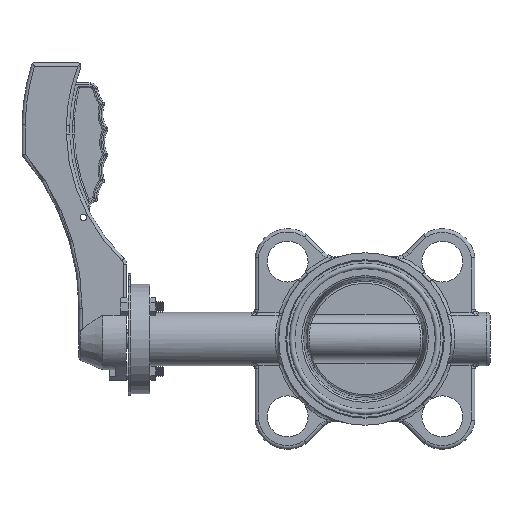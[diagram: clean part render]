
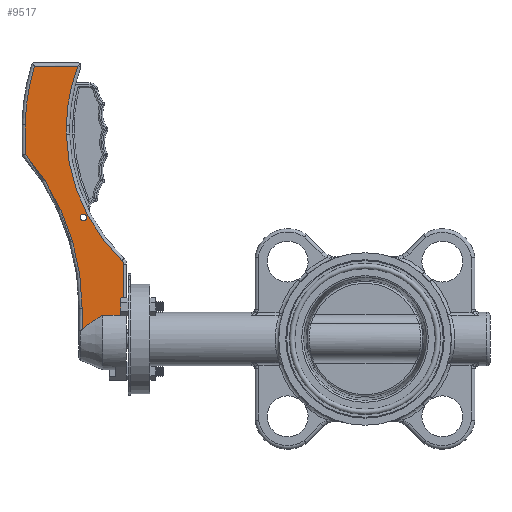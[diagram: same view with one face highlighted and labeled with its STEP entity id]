
A CAD part, left-side view. The second image highlights one B-rep face of the part: STEP entity #9517.
In plain terms, the highlighted planar face has unit normal (-1, 0, 0).
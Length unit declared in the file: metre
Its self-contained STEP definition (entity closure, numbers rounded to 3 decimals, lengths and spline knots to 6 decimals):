
#74=(
BOUNDED_CURVE()
B_SPLINE_CURVE(2,(#22932,#22933,#22934),.UNSPECIFIED.,.F.,.F.)
B_SPLINE_CURVE_WITH_KNOTS((3,3),(5.207976,6.744591),
 .UNSPECIFIED.)
CURVE()
GEOMETRIC_REPRESENTATION_ITEM()
RATIONAL_B_SPLINE_CURVE((1.444,1.361,1.19))
REPRESENTATION_ITEM('')
);
#551=FACE_BOUND('',#1740,.T.);
#661=PLANE('',#10503);
#1163=FACE_OUTER_BOUND('',#1739,.T.);
#1739=EDGE_LOOP('',(#7712,#7713,#7714,#7715,#7716,#7717,#7718,#7719,#7720,
#7721,#7722,#7723));
#1740=EDGE_LOOP('',(#7724,#7725));
#2213=LINE('',#22825,#2644);
#2226=LINE('',#22951,#2657);
#2227=LINE('',#22955,#2658);
#2228=LINE('',#22958,#2659);
#2229=LINE('',#22960,#2660);
#2230=LINE('',#22965,#2661);
#2644=VECTOR('',#12727,0.013);
#2657=VECTOR('',#12766,0.027408);
#2658=VECTOR('',#12769,0.018302);
#2659=VECTOR('',#12772,0.013497);
#2660=VECTOR('',#12773,0.032384);
#2661=VECTOR('',#12778,0.005518);
#3234=CIRCLE('',#10504,0.115);
#3235=CIRCLE('',#10505,0.141);
#3236=CIRCLE('',#10506,0.15);
#3237=CIRCLE('',#10507,0.003);
#3238=CIRCLE('',#10508,0.115);
#3239=CIRCLE('',#10509,0.0021);
#3240=CIRCLE('',#10510,0.0021);
#4054=VERTEX_POINT('',#22813);
#4055=VERTEX_POINT('',#22824);
#4070=VERTEX_POINT('',#22902);
#4078=VERTEX_POINT('',#22947);
#4079=VERTEX_POINT('',#22948);
#4080=VERTEX_POINT('',#22950);
#4081=VERTEX_POINT('',#22952);
#4082=VERTEX_POINT('',#22954);
#4083=VERTEX_POINT('',#22956);
#4084=VERTEX_POINT('',#22959);
#4085=VERTEX_POINT('',#22961);
#4086=VERTEX_POINT('',#22963);
#4087=VERTEX_POINT('',#22966);
#4088=VERTEX_POINT('',#22967);
#5297=EDGE_CURVE('',#4055,#4054,#2213,.F.);
#5318=EDGE_CURVE('',#4070,#4055,#74,.T.);
#5324=EDGE_CURVE('',#4078,#4079,#3234,.F.);
#5325=EDGE_CURVE('',#4079,#4080,#2226,.T.);
#5326=EDGE_CURVE('',#4080,#4081,#3235,.T.);
#5327=EDGE_CURVE('',#4081,#4082,#2227,.T.);
#5328=EDGE_CURVE('',#4082,#4083,#3236,.F.);
#5329=EDGE_CURVE('',#4083,#4070,#2228,.T.);
#5330=EDGE_CURVE('',#4054,#4084,#2229,.T.);
#5331=EDGE_CURVE('',#4084,#4085,#3237,.T.);
#5332=EDGE_CURVE('',#4085,#4086,#3238,.F.);
#5333=EDGE_CURVE('',#4086,#4078,#2230,.T.);
#5334=EDGE_CURVE('',#4087,#4088,#3239,.T.);
#5335=EDGE_CURVE('',#4088,#4087,#3240,.T.);
#7712=ORIENTED_EDGE('',*,*,#5324,.T.);
#7713=ORIENTED_EDGE('',*,*,#5325,.T.);
#7714=ORIENTED_EDGE('',*,*,#5326,.T.);
#7715=ORIENTED_EDGE('',*,*,#5327,.T.);
#7716=ORIENTED_EDGE('',*,*,#5328,.T.);
#7717=ORIENTED_EDGE('',*,*,#5329,.T.);
#7718=ORIENTED_EDGE('',*,*,#5318,.T.);
#7719=ORIENTED_EDGE('',*,*,#5297,.T.);
#7720=ORIENTED_EDGE('',*,*,#5330,.T.);
#7721=ORIENTED_EDGE('',*,*,#5331,.T.);
#7722=ORIENTED_EDGE('',*,*,#5332,.T.);
#7723=ORIENTED_EDGE('',*,*,#5333,.T.);
#7724=ORIENTED_EDGE('',*,*,#5334,.F.);
#7725=ORIENTED_EDGE('',*,*,#5335,.F.);
#9517=ADVANCED_FACE('',(#1163,#551),#661,.T.);
#10503=AXIS2_PLACEMENT_3D('',#22946,#12762,#12763);
#10504=AXIS2_PLACEMENT_3D('',#22949,#12764,#12765);
#10505=AXIS2_PLACEMENT_3D('',#22953,#12767,#12768);
#10506=AXIS2_PLACEMENT_3D('',#22957,#12770,#12771);
#10507=AXIS2_PLACEMENT_3D('',#22962,#12774,#12775);
#10508=AXIS2_PLACEMENT_3D('',#22964,#12776,#12777);
#10509=AXIS2_PLACEMENT_3D('',#22968,#12779,#12780);
#10510=AXIS2_PLACEMENT_3D('',#22969,#12781,#12782);
#12727=DIRECTION('',(0.,1.,0.));
#12762=DIRECTION('center_axis',(-1.,0.,0.));
#12763=DIRECTION('ref_axis',(0.,0.,1.));
#12764=DIRECTION('center_axis',(-1.,0.,0.));
#12765=DIRECTION('ref_axis',(0.,1.,0.));
#12766=DIRECTION('',(0.,1.,0.));
#12767=DIRECTION('center_axis',(-1.,0.,0.));
#12768=DIRECTION('ref_axis',(0.,1.,0.));
#12769=DIRECTION('',(0.,0.,-1.));
#12770=DIRECTION('center_axis',(-1.,0.,0.));
#12771=DIRECTION('ref_axis',(0.,1.,0.));
#12772=DIRECTION('',(0.,0.,-1.));
#12773=DIRECTION('',(0.,0.,1.));
#12774=DIRECTION('center_axis',(-1.,0.,0.));
#12775=DIRECTION('ref_axis',(0.,1.,0.));
#12776=DIRECTION('center_axis',(-1.,0.,0.));
#12777=DIRECTION('ref_axis',(0.,1.,0.));
#12778=DIRECTION('',(0.,0.,1.));
#12779=DIRECTION('center_axis',(-1.,0.,0.));
#12780=DIRECTION('ref_axis',(0.,1.,0.));
#12781=DIRECTION('center_axis',(-1.,0.,0.));
#12782=DIRECTION('ref_axis',(0.,1.,0.));
#22813=CARTESIAN_POINT('',(0.266608,0.770401,-0.446848));
#22824=CARTESIAN_POINT('',(0.266608,0.783401,-0.446848));
#22825=CARTESIAN_POINT('',(0.266608,0.770401,-0.446848));
#22902=CARTESIAN_POINT('',(0.266608,0.796401,-0.455812));
#22932=CARTESIAN_POINT('Ctrl Pts',(0.266608,0.796401,
-0.455812));
#22933=CARTESIAN_POINT('Ctrl Pts',(0.266608,0.792679,
-0.452087));
#22934=CARTESIAN_POINT('Ctrl Pts',(0.266608,0.783401,
-0.446848));
#22946=CARTESIAN_POINT('Origin',(0.266608,0.768401,-0.427315));
#22947=CARTESIAN_POINT('',(0.266608,0.806401,-0.32682));
#22948=CARTESIAN_POINT('',(0.266608,0.799154,-0.289315));
#22949=CARTESIAN_POINT('Origin',(0.266608,0.691434,-0.32958));
#22950=CARTESIAN_POINT('',(0.266608,0.826562,-0.289315));
#22951=CARTESIAN_POINT('',(0.266608,0.799154,-0.289315));
#22952=CARTESIAN_POINT('',(0.266608,0.832401,-0.326524));
#22953=CARTESIAN_POINT('Origin',(0.266608,0.691434,-0.32958));
#22954=CARTESIAN_POINT('',(0.266608,0.832401,-0.344826));
#22955=CARTESIAN_POINT('',(0.266608,0.832401,-0.326524));
#22956=CARTESIAN_POINT('',(0.266608,0.796401,-0.442315));
#22957=CARTESIAN_POINT('Origin',(0.266608,0.946401,-0.442315));
#22958=CARTESIAN_POINT('',(0.266608,0.796401,-0.442315));
#22959=CARTESIAN_POINT('',(0.266608,0.770401,-0.414464));
#22960=CARTESIAN_POINT('',(0.266608,0.770401,-0.446848));
#22961=CARTESIAN_POINT('',(0.266608,0.771317,-0.412306));
#22962=CARTESIAN_POINT('Origin',(0.266608,0.773401,-0.414464));
#22963=CARTESIAN_POINT('',(0.266608,0.806401,-0.332339));
#22964=CARTESIAN_POINT('Origin',(0.266608,0.691434,-0.32958));
#22965=CARTESIAN_POINT('',(0.266608,0.806401,-0.332339));
#22966=CARTESIAN_POINT('',(0.266608,0.797722,-0.384977));
#22967=CARTESIAN_POINT('',(0.266608,0.795008,-0.382969));
#22968=CARTESIAN_POINT('Origin',(0.266608,0.795622,-0.384977));
#22969=CARTESIAN_POINT('Origin',(0.266608,0.795622,-0.384977));
